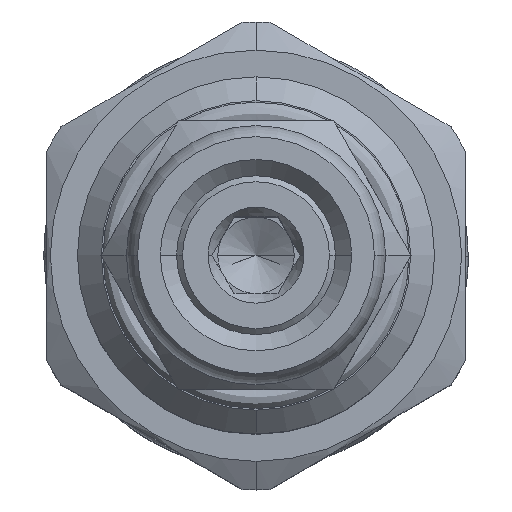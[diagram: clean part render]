
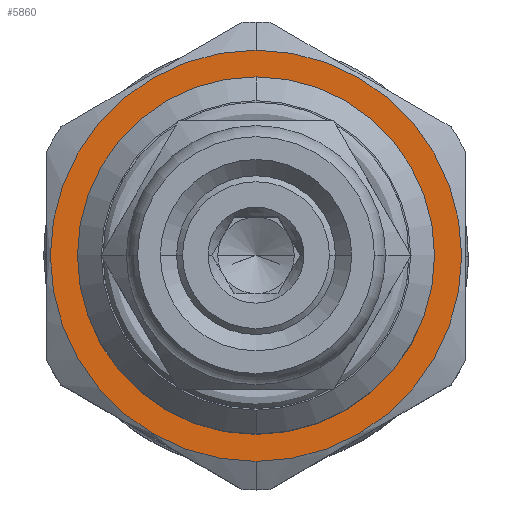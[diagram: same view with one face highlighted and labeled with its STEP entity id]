
A CAD part, top view. The second image highlights one B-rep face of the part: STEP entity #5860.
In plain terms, the highlighted planar face has unit normal (0, 0, 1).
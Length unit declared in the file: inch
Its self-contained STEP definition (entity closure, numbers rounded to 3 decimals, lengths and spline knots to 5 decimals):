
#774=CARTESIAN_POINT('',(0.,0.,2.561));
#775=DIRECTION('',(0.,0.,1.));
#776=DIRECTION('',(0.,-1.,0.));
#777=AXIS2_PLACEMENT_3D('',#774,#775,#776);
#779=CARTESIAN_POINT('',(0.,0.,2.561));
#780=DIRECTION('',(0.,0.,-1.));
#781=DIRECTION('',(0.,-1.,0.));
#782=AXIS2_PLACEMENT_3D('',#779,#780,#781);
#788=CARTESIAN_POINT('',(0.,0.,2.561));
#789=DIRECTION('',(0.,0.,-1.));
#790=DIRECTION('',(0.,-1.,0.));
#791=AXIS2_PLACEMENT_3D('',#788,#789,#790);
#922=CARTESIAN_POINT('',(0.,0.,2.561));
#923=DIRECTION('',(0.,0.,1.));
#924=DIRECTION('',(0.,-1.,0.));
#925=AXIS2_PLACEMENT_3D('',#922,#923,#924);
#4429=CARTESIAN_POINT('',(0.,-0.43,2.561));
#4431=VERTEX_POINT('',#4429);
#4437=CARTESIAN_POINT('',(0.,0.43,2.561));
#4439=VERTEX_POINT('',#4437);
#4445=CARTESIAN_POINT('',(0.,-0.3735,2.561));
#4446=CARTESIAN_POINT('',(0.,0.3735,2.561));
#4447=VERTEX_POINT('',#4445);
#4448=VERTEX_POINT('',#4446);
#5845=CARTESIAN_POINT('',(0.,0.,2.561));
#5846=DIRECTION('',(0.,0.,1.));
#5847=DIRECTION('',(0.,-1.,0.));
#5848=AXIS2_PLACEMENT_3D('',#5845,#5846,#5847);
#5849=PLANE('',#5848);
#5851=ORIENTED_EDGE('',*,*,#5850,.T.);
#5853=ORIENTED_EDGE('',*,*,#5852,.F.);
#5854=EDGE_LOOP('',(#5851,#5853));
#5855=FACE_OUTER_BOUND('',#5854,.F.);
#5856=ORIENTED_EDGE('',*,*,#5810,.T.);
#5857=ORIENTED_EDGE('',*,*,#5838,.F.);
#5858=EDGE_LOOP('',(#5856,#5857));
#5859=FACE_BOUND('',#5858,.F.);
#5860=ADVANCED_FACE('',(#5855,#5859),#5849,.T.);
#778=CIRCLE('',#777,0.3735);
#783=CIRCLE('',#782,0.3735);
#792=CIRCLE('',#791,0.43);
#926=CIRCLE('',#925,0.43);
#5810=EDGE_CURVE('',#4447,#4448,#778,.T.);
#5838=EDGE_CURVE('',#4447,#4448,#783,.T.);
#5850=EDGE_CURVE('',#4431,#4439,#792,.T.);
#5852=EDGE_CURVE('',#4431,#4439,#926,.T.);
